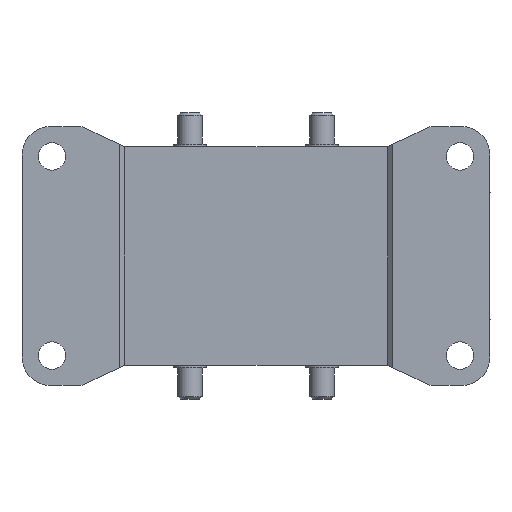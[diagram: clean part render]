
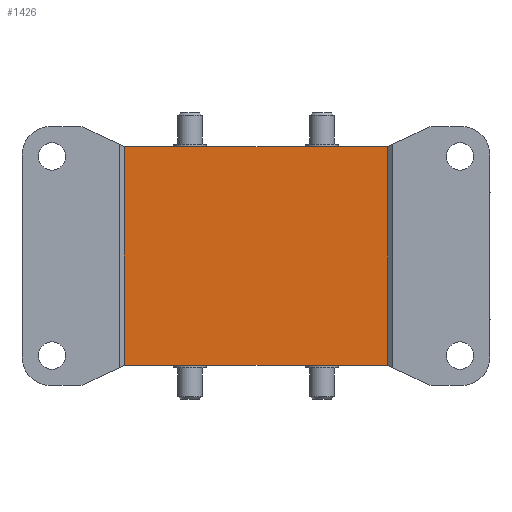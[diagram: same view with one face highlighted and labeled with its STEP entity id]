
A CAD part, front view. The second image highlights one B-rep face of the part: STEP entity #1426.
In plain terms, the highlighted planar face has unit normal (0, -1, 0).
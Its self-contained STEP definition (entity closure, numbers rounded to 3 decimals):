
#1036 = PLANE ( 'NONE',  #2046 ) ;
#1037 = CARTESIAN_POINT ( 'NONE',  ( 0., -52.5, 0. ) ) ;
#1038 = DIRECTION ( 'NONE',  ( 0., -1., 0. ) ) ;
#1039 = DIRECTION ( 'NONE',  ( 0., 0., -1. ) ) ;
#1116 = LINE ( 'NONE', #1117, #2890 ) ;
#1117 = CARTESIAN_POINT ( 'NONE',  ( 0., -52.5, 21.941 ) ) ;
#1118 = DIRECTION ( 'NONE',  ( -1., 0., 0. ) ) ;
#1426 = ADVANCED_FACE ( 'NONE', ( #2047 ), #1036, .T. ) ;
#1540 = EDGE_CURVE ( 'NONE', #9209, #9135, #11659, .T. ) ;
#1617 = EDGE_CURVE ( 'NONE', #9294, #9177, #1116, .T. ) ;
#2046 = AXIS2_PLACEMENT_3D ( 'NONE', #1037, #1038, #1039 ) ;
#2047 = FACE_OUTER_BOUND ( 'NONE', #13596, .T. ) ;
#2890 = VECTOR ( 'NONE', #1118, 1000. ) ;
#3073 = VECTOR ( 'NONE', #11661, 1000. ) ;
#5787 = ORIENTED_EDGE ( 'NONE', *, *, #11316, .F. ) ;
#5789 = ORIENTED_EDGE ( 'NONE', *, *, #11362, .T. ) ;
#5790 = ORIENTED_EDGE ( 'NONE', *, *, #1540, .F. ) ;
#5816 = ORIENTED_EDGE ( 'NONE', *, *, #11286, .T. ) ;
#5819 = ORIENTED_EDGE ( 'NONE', *, *, #11287, .F. ) ;
#5864 = ORIENTED_EDGE ( 'NONE', *, *, #1617, .T. ) ;
#5877 = ORIENTED_EDGE ( 'NONE', *, *, #11250, .T. ) ;
#5977 = ORIENTED_EDGE ( 'NONE', *, *, #11378, .F. ) ;
#6658 = CARTESIAN_POINT ( 'NONE',  ( -26.404, -52.5, -21.941 ) ) ;
#6694 = CARTESIAN_POINT ( 'NONE',  ( -26.404, -52.5, 21.941 ) ) ;
#6714 = CARTESIAN_POINT ( 'NONE',  ( 26.404, -52.5, -21.941 ) ) ;
#6779 = CARTESIAN_POINT ( 'NONE',  ( 26.404, -52.5, 21.941 ) ) ;
#7437 = CARTESIAN_POINT ( 'NONE',  ( -26.422, -52.5, -21.949 ) ) ;
#7453 = CARTESIAN_POINT ( 'NONE',  ( 26.422, -52.5, 21.949 ) ) ;
#7471 = CARTESIAN_POINT ( 'NONE',  ( -26.422, -52.5, 21.949 ) ) ;
#7479 = CARTESIAN_POINT ( 'NONE',  ( 26.422, -52.5, -21.949 ) ) ;
#8500 = LINE ( 'NONE', #8501, #8851 ) ;
#8501 = CARTESIAN_POINT ( 'NONE',  ( -26.422, -52.5, 0. ) ) ;
#8502 = DIRECTION ( 'NONE',  ( 0., 0., -1. ) ) ;
#8851 = VECTOR ( 'NONE', #8502, 1000. ) ;
#9135 = VERTEX_POINT ( 'NONE', #6658 ) ;
#9177 = VERTEX_POINT ( 'NONE', #6694 ) ;
#9209 = VERTEX_POINT ( 'NONE', #6714 ) ;
#9294 = VERTEX_POINT ( 'NONE', #6779 ) ;
#9570 = VERTEX_POINT ( 'NONE', #7437 ) ;
#9586 = VERTEX_POINT ( 'NONE', #7453 ) ;
#9604 = VERTEX_POINT ( 'NONE', #7471 ) ;
#9612 = VERTEX_POINT ( 'NONE', #7479 ) ;
#9834 = LINE ( 'NONE', #9835, #11407 ) ;
#9835 = CARTESIAN_POINT ( 'NONE',  ( 26.422, -52.5, 0. ) ) ;
#9836 = DIRECTION ( 'NONE',  ( 0., 0., 1. ) ) ;
#9837 = LINE ( 'NONE', #9838, #11400 ) ;
#9838 = CARTESIAN_POINT ( 'NONE',  ( -26., -52.5, 21.75 ) ) ;
#9839 = DIRECTION ( 'NONE',  ( 0.904, 0., -0.427 ) ) ;
#9961 = LINE ( 'NONE', #9962, #11426 ) ;
#9962 = CARTESIAN_POINT ( 'NONE',  ( -35., -52.5, -26. ) ) ;
#9963 = DIRECTION ( 'NONE',  ( -0.904, 0., -0.427 ) ) ;
#10221 = LINE ( 'NONE', #10222, #12341 ) ;
#10222 = CARTESIAN_POINT ( 'NONE',  ( 26.404, -52.5, -21.941 ) ) ;
#10223 = DIRECTION ( 'NONE',  ( 0.904, 0., -0.427 ) ) ;
#10388 = LINE ( 'NONE', #10389, #12357 ) ;
#10389 = CARTESIAN_POINT ( 'NONE',  ( 35., -52.5, 26. ) ) ;
#10390 = DIRECTION ( 'NONE',  ( 0.904, 0., 0.427 ) ) ;
#11250 = EDGE_CURVE ( 'NONE', #9604, #9570, #8500, .T. ) ;
#11286 = EDGE_CURVE ( 'NONE', #9612, #9586, #9834, .T. ) ;
#11287 = EDGE_CURVE ( 'NONE', #9604, #9177, #9837, .T. ) ;
#11316 = EDGE_CURVE ( 'NONE', #9135, #9570, #9961, .T. ) ;
#11362 = EDGE_CURVE ( 'NONE', #9209, #9612, #10221, .T. ) ;
#11378 = EDGE_CURVE ( 'NONE', #9294, #9586, #10388, .T. ) ;
#11400 = VECTOR ( 'NONE', #9839, 1000. ) ;
#11407 = VECTOR ( 'NONE', #9836, 1000. ) ;
#11426 = VECTOR ( 'NONE', #9963, 1000. ) ;
#11659 = LINE ( 'NONE', #11660, #3073 ) ;
#11660 = CARTESIAN_POINT ( 'NONE',  ( 30.935, -52.5, -21.941 ) ) ;
#11661 = DIRECTION ( 'NONE',  ( -1., 0., 0. ) ) ;
#12341 = VECTOR ( 'NONE', #10223, 1000. ) ;
#12357 = VECTOR ( 'NONE', #10390, 1000. ) ;
#13596 = EDGE_LOOP ( 'NONE', ( #5789, #5816, #5977, #5864, #5819, #5877, #5787, #5790 ) ) ;
